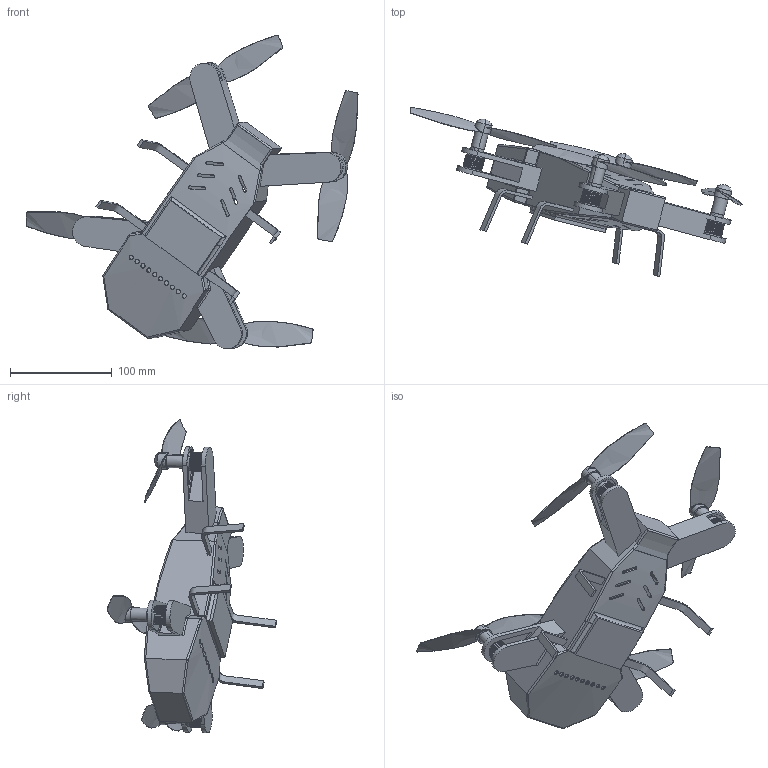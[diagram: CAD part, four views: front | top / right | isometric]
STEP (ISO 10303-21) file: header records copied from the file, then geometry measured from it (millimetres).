
FILE_DESCRIPTION(('FreeCAD Model'),'2;1');
FILE_NAME('Open CASCADE Shape Model','2025-05-28T14:33:18',('FreeCAD'),( 'FreeCAD'),'Open CASCADE STEP processor 7.6','FreeCAD','Unknown');
FILE_SCHEMA(('AUTOMOTIVE_DESIGN { 1 0 10303 214 1 1 1 1 }'));
Products named in the file (1): Open CASCADE STEP translator 7.6 1
Bounding box: 325.55 x 166.3 x 307.43 mm (x, y, z)
Volume: 186863 mm3; surface area: 218503.2 mm2
Topology: 9 solids, 9 shells, 1072 faces, 3063 edges, 2024 vertices
Faces by surface type: bspline 1072
Entity records: 42613 total; most frequent: CARTESIAN_POINT 24987, ORIENTED_EDGE 6106, EDGE_CURVE 3053, B_SPLINE_CURVE_WITH_KNOTS 2334, VERTEX_POINT 2024, FACE_BOUND 1191, EDGE_LOOP 1191, ADVANCED_FACE 1072
